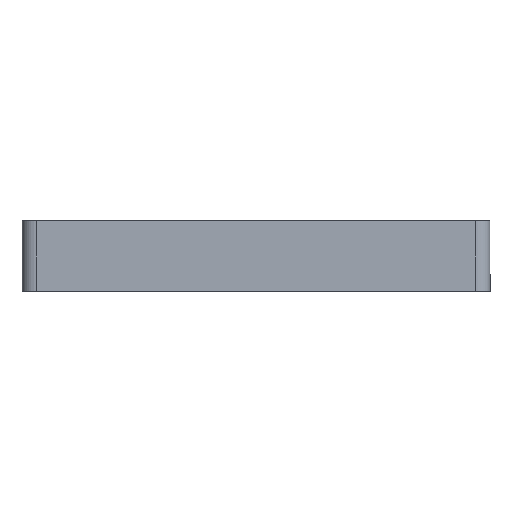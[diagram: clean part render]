
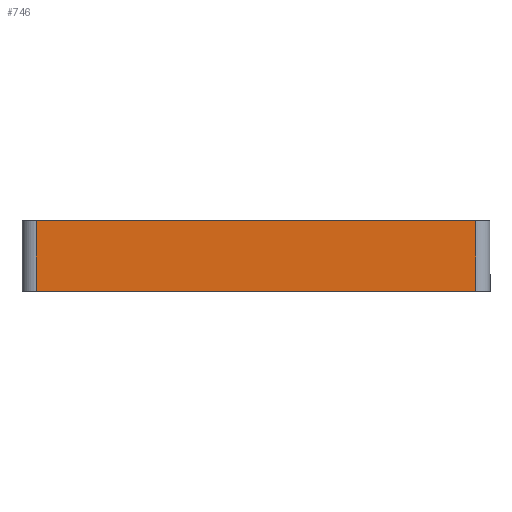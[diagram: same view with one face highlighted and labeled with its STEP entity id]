
A CAD part, left-side view. The second image highlights one B-rep face of the part: STEP entity #746.
In plain terms, the highlighted planar face has unit normal (-1, 0, 0).
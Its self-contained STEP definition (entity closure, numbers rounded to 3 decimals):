
#86=FACE_OUTER_BOUND('',#129,.T.);
#129=EDGE_LOOP('',(#639,#640,#641,#642));
#192=LINE('',#1190,#276);
#213=LINE('',#1241,#297);
#214=LINE('',#1244,#298);
#215=LINE('',#1245,#299);
#276=VECTOR('',#971,10.);
#297=VECTOR('',#1026,10.);
#298=VECTOR('',#1029,10.);
#299=VECTOR('',#1030,10.);
#349=VERTEX_POINT('',#1187);
#350=VERTEX_POINT('',#1189);
#363=VERTEX_POINT('',#1239);
#364=VERTEX_POINT('',#1243);
#437=EDGE_CURVE('',#350,#349,#192,.T.);
#463=EDGE_CURVE('',#349,#363,#213,.T.);
#464=EDGE_CURVE('',#364,#363,#214,.T.);
#465=EDGE_CURVE('',#350,#364,#215,.T.);
#639=ORIENTED_EDGE('',*,*,#437,.T.);
#640=ORIENTED_EDGE('',*,*,#463,.T.);
#641=ORIENTED_EDGE('',*,*,#464,.F.);
#642=ORIENTED_EDGE('',*,*,#465,.F.);
#706=PLANE('',#829);
#746=ADVANCED_FACE('',(#86),#706,.T.);
#829=AXIS2_PLACEMENT_3D('',#1242,#1027,#1028);
#971=DIRECTION('',(0.,-1.,0.));
#1026=DIRECTION('',(0.,0.,1.));
#1027=DIRECTION('center_axis',(-1.,0.,0.));
#1028=DIRECTION('ref_axis',(0.,-1.,0.));
#1029=DIRECTION('',(0.,-1.,0.));
#1030=DIRECTION('',(0.,0.,1.));
#1187=CARTESIAN_POINT('',(71.086,0.688,-33.104));
#1189=CARTESIAN_POINT('',(71.086,31.688,-33.104));
#1190=CARTESIAN_POINT('',(71.086,31.688,-33.104));
#1239=CARTESIAN_POINT('',(71.086,0.688,-28.104));
#1241=CARTESIAN_POINT('',(71.086,0.688,-33.104));
#1242=CARTESIAN_POINT('Origin',(71.086,31.688,-33.104));
#1243=CARTESIAN_POINT('',(71.086,31.688,-28.104));
#1244=CARTESIAN_POINT('',(71.086,31.688,-28.104));
#1245=CARTESIAN_POINT('',(71.086,31.688,-33.104));
